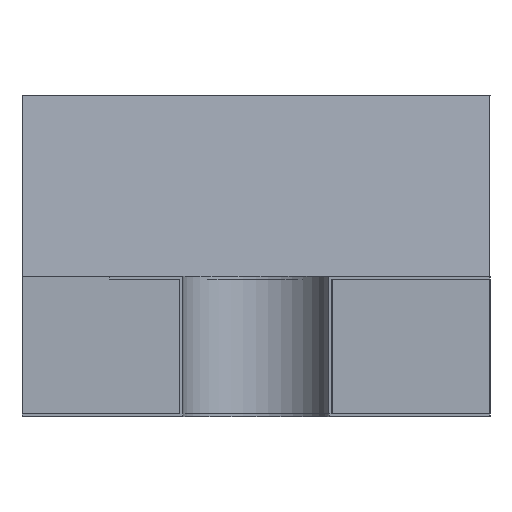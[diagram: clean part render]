
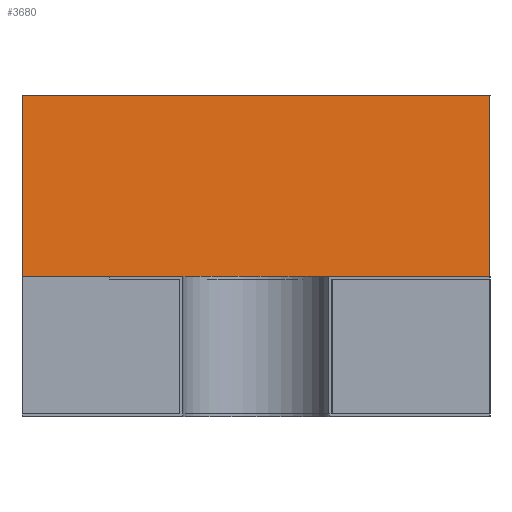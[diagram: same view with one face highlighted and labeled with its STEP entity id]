
A CAD part, left-side view. The second image highlights one B-rep face of the part: STEP entity #3680.
In plain terms, the highlighted planar face has unit normal (-0.997, 0, 0.08).
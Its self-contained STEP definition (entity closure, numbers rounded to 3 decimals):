
#703=ORIENTED_EDGE('',*,*,#1234,.T.);
#704=ORIENTED_EDGE('',*,*,#1235,.F.);
#705=ORIENTED_EDGE('',*,*,#1236,.F.);
#706=ORIENTED_EDGE('',*,*,#1237,.T.);
#1234=EDGE_CURVE('',#1545,#1546,#1866,.T.);
#1235=EDGE_CURVE('',#1547,#1546,#1867,.T.);
#1236=EDGE_CURVE('',#1548,#1547,#1868,.T.);
#1237=EDGE_CURVE('',#1548,#1545,#1869,.T.);
#1545=VERTEX_POINT('',#5417);
#1546=VERTEX_POINT('',#5418);
#1547=VERTEX_POINT('',#5420);
#1548=VERTEX_POINT('',#5422);
#1866=LINE('',#5416,#2212);
#1867=LINE('',#5419,#2213);
#1868=LINE('',#5421,#2214);
#1869=LINE('',#5423,#2215);
#2212=VECTOR('',#4459,1000.);
#2213=VECTOR('',#4460,1000.);
#2214=VECTOR('',#4461,1000.);
#2215=VECTOR('',#4462,1000.);
#2420=EDGE_LOOP('',(#703,#704,#705,#706));
#2574=FACE_BOUND('',#2420,.T.);
#2705=PLANE('',#3882);
#3680=ADVANCED_FACE('',(#2574),#2705,.F.);
#3882=AXIS2_PLACEMENT_3D('',#5415,#4457,#4458);
#4457=DIRECTION('',(0.997,0.,-0.08));
#4458=DIRECTION('',(-0.08,0.,-0.997));
#4459=DIRECTION('',(-0.08,0.,-0.997));
#4460=DIRECTION('',(0.,1.,0.));
#4461=DIRECTION('',(-0.08,0.,-0.997));
#4462=DIRECTION('',(0.,1.,0.));
#5415=CARTESIAN_POINT('',(-1.,-0.8,0.));
#5416=CARTESIAN_POINT('',(-1.,0.8,0.));
#5417=CARTESIAN_POINT('',(-0.95,0.8,0.62));
#5418=CARTESIAN_POINT('',(-1.,0.8,0.));
#5419=CARTESIAN_POINT('',(-1.,-0.8,0.));
#5420=CARTESIAN_POINT('',(-1.,-0.8,0.));
#5421=CARTESIAN_POINT('',(-1.,-0.8,0.));
#5422=CARTESIAN_POINT('',(-0.95,-0.8,0.62));
#5423=CARTESIAN_POINT('',(-0.95,-0.8,0.62));
